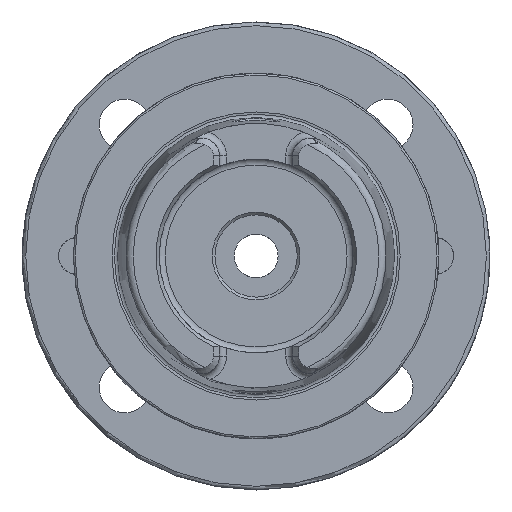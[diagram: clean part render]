
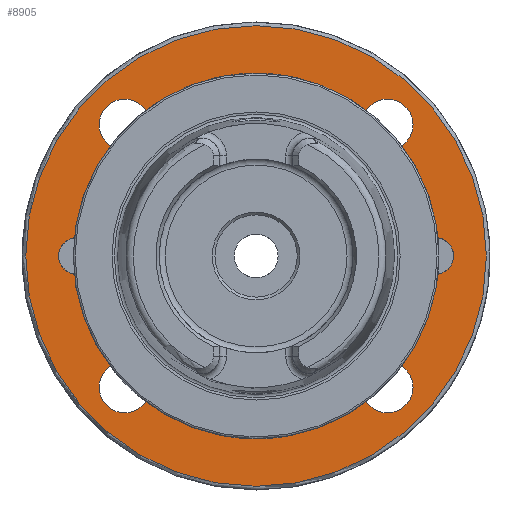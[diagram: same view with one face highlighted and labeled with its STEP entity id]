
A CAD part, left-side view. The second image highlights one B-rep face of the part: STEP entity #8905.
In plain terms, the highlighted planar face has unit normal (-1, 0, 0).
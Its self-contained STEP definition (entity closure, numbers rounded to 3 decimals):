
#162 = EDGE_CURVE ( 'NONE', #1495, #1495, #7409, .T. ) ;
#163 = ORIENTED_EDGE ( 'NONE', *, *, #8103, .T. ) ;
#236 = FACE_OUTER_BOUND ( 'NONE', #4776, .T. ) ;
#282 = FACE_BOUND ( 'NONE', #3904, .T. ) ;
#595 = EDGE_CURVE ( 'NONE', #3755, #3755, #5665, .T. ) ;
#993 = CARTESIAN_POINT ( 'NONE',  ( 45., -35.921, -35.921 ) ) ;
#1452 = DIRECTION ( 'NONE',  ( 1., 0., 0. ) ) ;
#1495 = VERTEX_POINT ( 'NONE', #2288 ) ;
#1534 = DIRECTION ( 'NONE',  ( -1., 0., 0. ) ) ;
#1535 = CIRCLE ( 'NONE', #6976, 43.5 ) ;
#1911 = CIRCLE ( 'NONE', #8568, 5. ) ;
#1912 = DIRECTION ( 'NONE',  ( 0., 0., -1. ) ) ;
#2143 = CARTESIAN_POINT ( 'NONE',  ( 45., 49., 0. ) ) ;
#2214 = EDGE_CURVE ( 'NONE', #5304, #5304, #5702, .T. ) ;
#2260 = AXIS2_PLACEMENT_3D ( 'NONE', #9057, #1534, #8242 ) ;
#2288 = CARTESIAN_POINT ( 'NONE',  ( 45., 49., -5. ) ) ;
#2446 = ORIENTED_EDGE ( 'NONE', *, *, #2875, .T. ) ;
#2493 = DIRECTION ( 'NONE',  ( 1., 0., 0. ) ) ;
#2541 = FACE_BOUND ( 'NONE', #6143, .T. ) ;
#2562 = VERTEX_POINT ( 'NONE', #5577 ) ;
#2676 = ORIENTED_EDGE ( 'NONE', *, *, #2214, .T. ) ;
#2704 = CIRCLE ( 'NONE', #5053, 7. ) ;
#2707 = VERTEX_POINT ( 'NONE', #3442 ) ;
#2771 = CIRCLE ( 'NONE', #7725, 7. ) ;
#2838 = ORIENTED_EDGE ( 'NONE', *, *, #3712, .T. ) ;
#2875 = EDGE_CURVE ( 'NONE', #7080, #7080, #2771, .T. ) ;
#3068 = DIRECTION ( 'NONE',  ( 0., 0., -1. ) ) ;
#3119 = CARTESIAN_POINT ( 'NONE',  ( 45., 35.921, 28.921 ) ) ;
#3186 = FACE_BOUND ( 'NONE', #7279, .T. ) ;
#3192 = AXIS2_PLACEMENT_3D ( 'NONE', #4930, #7351, #6481 ) ;
#3268 = PLANE ( 'NONE',  #4542 ) ;
#3381 = AXIS2_PLACEMENT_3D ( 'NONE', #4259, #9491, #7261 ) ;
#3442 = CARTESIAN_POINT ( 'NONE',  ( 45., -49., -5. ) ) ;
#3701 = DIRECTION ( 'NONE',  ( 1., 0., 0. ) ) ;
#3712 = EDGE_CURVE ( 'NONE', #2562, #2562, #1535, .T. ) ;
#3755 = VERTEX_POINT ( 'NONE', #3119 ) ;
#3904 = EDGE_LOOP ( 'NONE', ( #2838 ) ) ;
#3940 = CARTESIAN_POINT ( 'NONE',  ( 45., -35.921, 28.921 ) ) ;
#3984 = DIRECTION ( 'NONE',  ( 1., 0., 0. ) ) ;
#4067 = DIRECTION ( 'NONE',  ( 1., 0., 0. ) ) ;
#4093 = FACE_BOUND ( 'NONE', #9062, .T. ) ;
#4259 = CARTESIAN_POINT ( 'NONE',  ( 45., -35.921, 35.921 ) ) ;
#4420 = VERTEX_POINT ( 'NONE', #9611 ) ;
#4542 = AXIS2_PLACEMENT_3D ( 'NONE', #8488, #2493, #4778 ) ;
#4624 = AXIS2_PLACEMENT_3D ( 'NONE', #2143, #1452, #8206 ) ;
#4723 = EDGE_LOOP ( 'NONE', ( #6315 ) ) ;
#4776 = EDGE_LOOP ( 'NONE', ( #163 ) ) ;
#4778 = DIRECTION ( 'NONE',  ( 0., 0., -1. ) ) ;
#4930 = CARTESIAN_POINT ( 'NONE',  ( 45., 35.921, 35.921 ) ) ;
#5053 = AXIS2_PLACEMENT_3D ( 'NONE', #8371, #4067, #7749 ) ;
#5304 = VERTEX_POINT ( 'NONE', #3940 ) ;
#5550 = FACE_BOUND ( 'NONE', #9427, .T. ) ;
#5577 = CARTESIAN_POINT ( 'NONE',  ( 45., 0., -43.5 ) ) ;
#5665 = CIRCLE ( 'NONE', #3192, 7. ) ;
#5702 = CIRCLE ( 'NONE', #3381, 7. ) ;
#5896 = ORIENTED_EDGE ( 'NONE', *, *, #162, .T. ) ;
#6118 = DIRECTION ( 'NONE',  ( 0., 0., -1. ) ) ;
#6143 = EDGE_LOOP ( 'NONE', ( #5896 ) ) ;
#6315 = ORIENTED_EDGE ( 'NONE', *, *, #595, .T. ) ;
#6439 = CIRCLE ( 'NONE', #2260, 63. ) ;
#6481 = DIRECTION ( 'NONE',  ( 0., 0., -1. ) ) ;
#6533 = ORIENTED_EDGE ( 'NONE', *, *, #8270, .T. ) ;
#6695 = CARTESIAN_POINT ( 'NONE',  ( 45., 35.921, -42.921 ) ) ;
#6976 = AXIS2_PLACEMENT_3D ( 'NONE', #7473, #3701, #3068 ) ;
#7080 = VERTEX_POINT ( 'NONE', #9115 ) ;
#7145 = EDGE_CURVE ( 'NONE', #2707, #2707, #1911, .T. ) ;
#7261 = DIRECTION ( 'NONE',  ( 0., 0., -1. ) ) ;
#7279 = EDGE_LOOP ( 'NONE', ( #2446 ) ) ;
#7351 = DIRECTION ( 'NONE',  ( 1., 0., 0. ) ) ;
#7409 = CIRCLE ( 'NONE', #4624, 5. ) ;
#7473 = CARTESIAN_POINT ( 'NONE',  ( 45., 0., 0. ) ) ;
#7725 = AXIS2_PLACEMENT_3D ( 'NONE', #993, #3984, #6118 ) ;
#7749 = DIRECTION ( 'NONE',  ( 0., 0., -1. ) ) ;
#7773 = FACE_BOUND ( 'NONE', #7987, .T. ) ;
#7890 = ORIENTED_EDGE ( 'NONE', *, *, #7145, .T. ) ;
#7987 = EDGE_LOOP ( 'NONE', ( #6533 ) ) ;
#8103 = EDGE_CURVE ( 'NONE', #4420, #4420, #6439, .T. ) ;
#8147 = VERTEX_POINT ( 'NONE', #6695 ) ;
#8206 = DIRECTION ( 'NONE',  ( 0., 0., -1. ) ) ;
#8242 = DIRECTION ( 'NONE',  ( 0., 0., -1. ) ) ;
#8270 = EDGE_CURVE ( 'NONE', #8147, #8147, #2704, .T. ) ;
#8371 = CARTESIAN_POINT ( 'NONE',  ( 45., 35.921, -35.921 ) ) ;
#8488 = CARTESIAN_POINT ( 'NONE',  ( 45., 64., 0. ) ) ;
#8507 = DIRECTION ( 'NONE',  ( 1., 0., 0. ) ) ;
#8568 = AXIS2_PLACEMENT_3D ( 'NONE', #8698, #8507, #1912 ) ;
#8698 = CARTESIAN_POINT ( 'NONE',  ( 45., -49., 0. ) ) ;
#8905 = ADVANCED_FACE ( 'NONE', ( #236, #282, #3186, #7773, #9273, #4093, #2541, #5550 ), #3268, .F. ) ;
#9057 = CARTESIAN_POINT ( 'NONE',  ( 45., 0., 0. ) ) ;
#9062 = EDGE_LOOP ( 'NONE', ( #2676 ) ) ;
#9115 = CARTESIAN_POINT ( 'NONE',  ( 45., -35.921, -42.921 ) ) ;
#9273 = FACE_BOUND ( 'NONE', #4723, .T. ) ;
#9427 = EDGE_LOOP ( 'NONE', ( #7890 ) ) ;
#9491 = DIRECTION ( 'NONE',  ( 1., 0., 0. ) ) ;
#9611 = CARTESIAN_POINT ( 'NONE',  ( 45., 0., -63. ) ) ;
